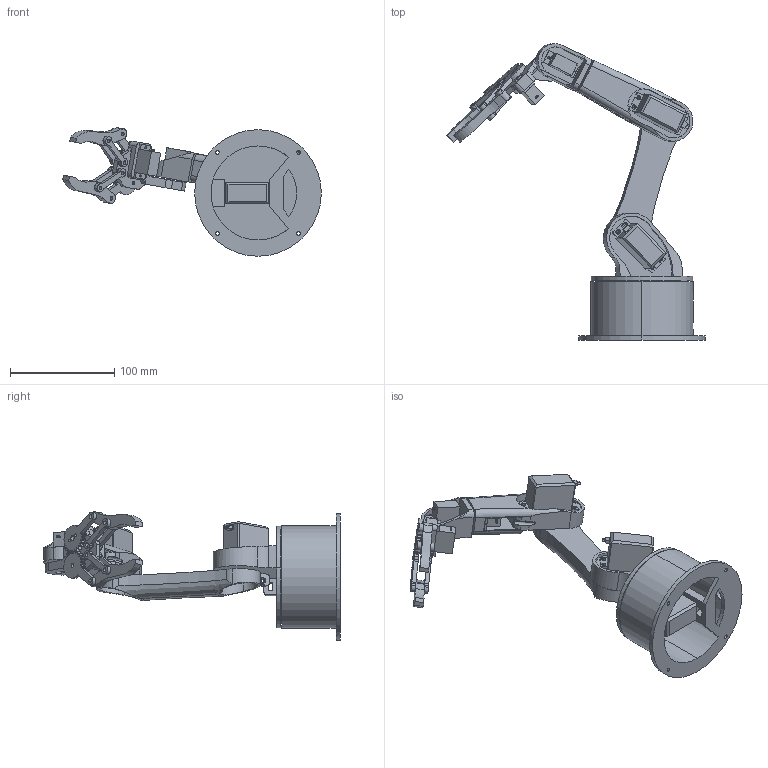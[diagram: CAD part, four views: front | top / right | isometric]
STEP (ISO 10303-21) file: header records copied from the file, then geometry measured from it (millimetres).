
FILE_DESCRIPTION (( 'STEP AP203' ), '1' );
FILE_NAME ('RecscueMeRobot Arm 3D Model 1.STEP', '2021-05-20T22:42:45', ( '' ), ( '' ), 'SwSTEP 2.0', 'SolidWorks 2019', '' );
FILE_SCHEMA (( 'CONFIG_CONTROL_DESIGN' ));
Length unit declared in the file: millimetre
Products named in the file (16): Arm 03.STEP.STEP; gear1.STEP.STEP; Gripper 1.STEP.STEP; Waist.STEP.STEP; Gripper Assembly.STEP.STEP; Arm 01.STEP.STEP; Servo Motor MG996R.STEP.STEP; Gripper base.STEP.STEP; Arduino Robot Arm 3D Model STEP File.STEP.STEP; gear2.STEP.STEP; Arm 02 v3.STEP.STEP; Base.STEP.STEP; Servo Motor Micro  9g.STEP.STEP; RecscueMeRobot Arm 3D Model 1; RecscueMeRobot Arm 3D Model.STEP; grip link 1.STEP.STEP
Assembly tree (23 placements, depth 5):
  RecscueMeRobot Arm 3D Model 1
    RecscueMeRobot Arm 3D Model.STEP
      Arduino Robot Arm 3D Model STEP File.STEP.STEP
        Gripper Assembly.STEP.STEP
          gear1.STEP.STEP
          gear2.STEP.STEP
          grip link 1.STEP.STEP  x4
          Gripper base.STEP.STEP
          Gripper 1.STEP.STEP  x2
          Servo Motor Micro  9g.STEP.STEP
        Base.STEP.STEP
        Servo Motor MG996R.STEP.STEP  x3
        Waist.STEP.STEP
        Arm 01.STEP.STEP
        Servo Motor Micro  9g.STEP.STEP  x2
        Arm 02 v3.STEP.STEP
        Arm 03.STEP.STEP
Bounding box: 247.69 x 283.92 x 123.11 mm (x, y, z)
Volume: 453346.5 mm3; surface area: 178537.5 mm2
Topology: 45 solids, 48 shells, 1214 faces, 3071 edges, 1992 vertices
Faces by surface type: cylinder 643, plane 505, bspline 34, torus 24, cone 8
Entity records: 27944 total; most frequent: CARTESIAN_POINT 7780, DIRECTION 3972, ORIENTED_EDGE 3710, EDGE_CURVE 1855, AXIS2_PLACEMENT_3D 1510, VERTEX_POINT 1216, LINE 952, VECTOR 952
